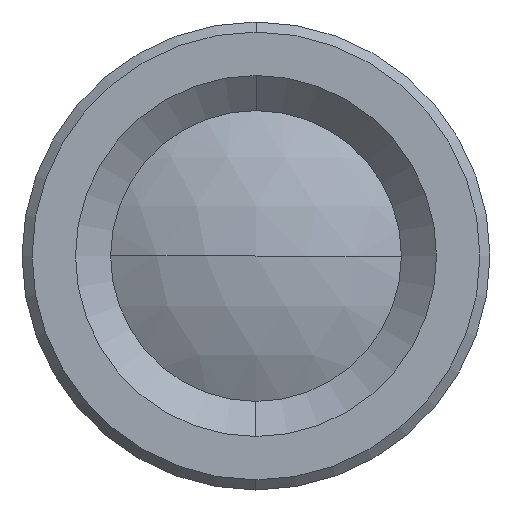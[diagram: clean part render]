
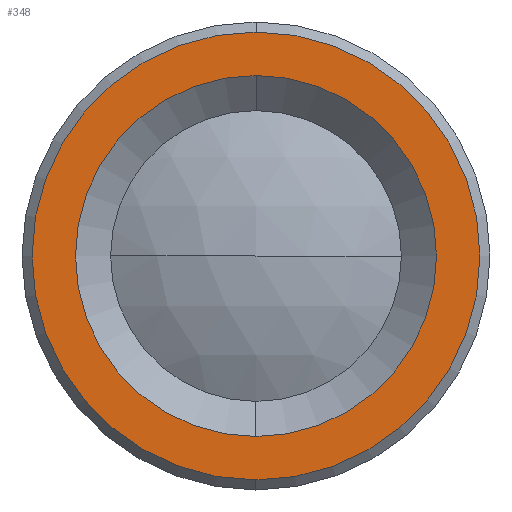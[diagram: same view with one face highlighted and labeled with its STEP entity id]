
A CAD part, left-side view. The second image highlights one B-rep face of the part: STEP entity #348.
In plain terms, the highlighted planar face has unit normal (-1, 0, 0).
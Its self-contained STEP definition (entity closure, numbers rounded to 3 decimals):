
#120 = CARTESIAN_POINT ( 'NONE',  ( -8., 0., 0. ) ) ;
#189 = EDGE_CURVE ( 'NONE', #1978, #2491, #1807, .T. ) ;
#257 = EDGE_CURVE ( 'NONE', #2049, #1968, #2098, .T. ) ;
#298 = CARTESIAN_POINT ( 'NONE',  ( -8., 0., 0. ) ) ;
#345 = CARTESIAN_POINT ( 'NONE',  ( -8., 0.002, -6.7 ) ) ;
#348 = ADVANCED_FACE ( 'NONE', ( #1385, #813 ), #2185, .F. ) ;
#420 = CARTESIAN_POINT ( 'NONE',  ( -8., 0.001, -5.4 ) ) ;
#533 = EDGE_CURVE ( 'NONE', #1968, #2049, #1518, .T. ) ;
#727 = DIRECTION ( 'NONE',  ( 0., 0., 1. ) ) ;
#732 = ORIENTED_EDGE ( 'NONE', *, *, #189, .F. ) ;
#813 = FACE_OUTER_BOUND ( 'NONE', #841, .T. ) ;
#841 = EDGE_LOOP ( 'NONE', ( #1412, #1928 ) ) ;
#903 = EDGE_LOOP ( 'NONE', ( #732, #2602 ) ) ;
#946 = DIRECTION ( 'NONE',  ( -1., 0., 0. ) ) ;
#1000 = AXIS2_PLACEMENT_3D ( 'NONE', #298, #2533, #727 ) ;
#1043 = DIRECTION ( 'NONE',  ( 0., 0., 1. ) ) ;
#1044 = AXIS2_PLACEMENT_3D ( 'NONE', #2053, #1698, #1043 ) ;
#1115 = EDGE_CURVE ( 'NONE', #2491, #1978, #1173, .T. ) ;
#1173 = CIRCLE ( 'NONE', #2399, 5.4 ) ;
#1199 = CARTESIAN_POINT ( 'NONE',  ( -8., -0.001, 5.4 ) ) ;
#1204 = CARTESIAN_POINT ( 'NONE',  ( -8., 5.4, 0.001 ) ) ;
#1223 = DIRECTION ( 'NONE',  ( 0., 1., 0. ) ) ;
#1380 = CARTESIAN_POINT ( 'NONE',  ( -8., 0., 0. ) ) ;
#1385 = FACE_BOUND ( 'NONE', #903, .T. ) ;
#1399 = DIRECTION ( 'NONE',  ( -1., 0., 0. ) ) ;
#1403 = DIRECTION ( 'NONE',  ( 1., 0., 0. ) ) ;
#1412 = ORIENTED_EDGE ( 'NONE', *, *, #533, .T. ) ;
#1515 = AXIS2_PLACEMENT_3D ( 'NONE', #1204, #1403, #1223 ) ;
#1518 = CIRCLE ( 'NONE', #2315, 6.7 ) ;
#1698 = DIRECTION ( 'NONE',  ( -1., 0., 0. ) ) ;
#1752 = DIRECTION ( 'NONE',  ( 0., 0., 1. ) ) ;
#1807 = CIRCLE ( 'NONE', #1044, 5.4 ) ;
#1928 = ORIENTED_EDGE ( 'NONE', *, *, #257, .T. ) ;
#1968 = VERTEX_POINT ( 'NONE', #345 ) ;
#1978 = VERTEX_POINT ( 'NONE', #1199 ) ;
#2049 = VERTEX_POINT ( 'NONE', #2451 ) ;
#2053 = CARTESIAN_POINT ( 'NONE',  ( -8., 0., 0. ) ) ;
#2098 = CIRCLE ( 'NONE', #1000, 6.7 ) ;
#2182 = DIRECTION ( 'NONE',  ( 0., 0., 1. ) ) ;
#2185 = PLANE ( 'NONE',  #1515 ) ;
#2315 = AXIS2_PLACEMENT_3D ( 'NONE', #120, #946, #1752 ) ;
#2399 = AXIS2_PLACEMENT_3D ( 'NONE', #1380, #1399, #2182 ) ;
#2451 = CARTESIAN_POINT ( 'NONE',  ( -8., -0.002, 6.7 ) ) ;
#2491 = VERTEX_POINT ( 'NONE', #420 ) ;
#2533 = DIRECTION ( 'NONE',  ( -1., 0., 0. ) ) ;
#2602 = ORIENTED_EDGE ( 'NONE', *, *, #1115, .F. ) ;
